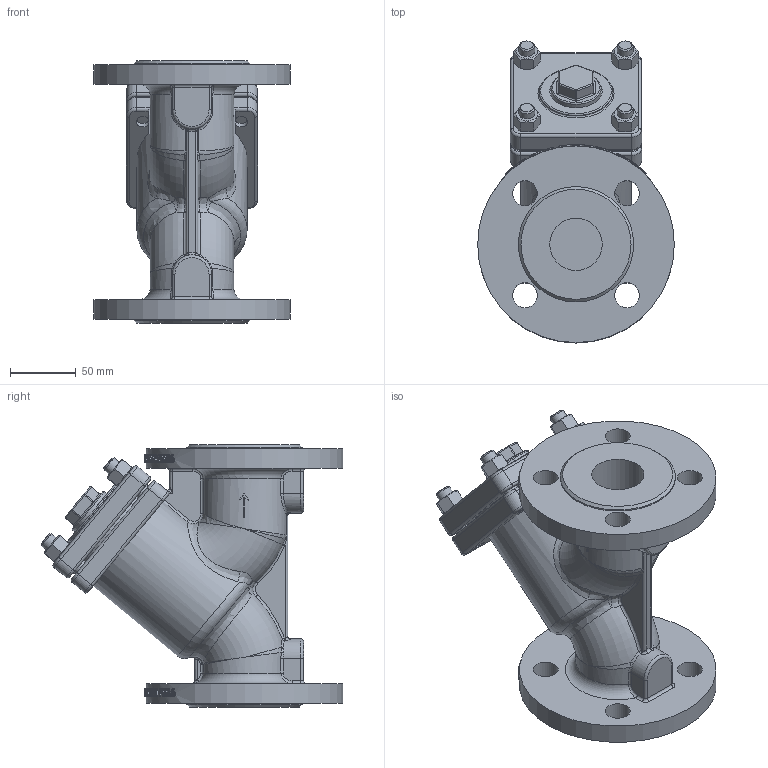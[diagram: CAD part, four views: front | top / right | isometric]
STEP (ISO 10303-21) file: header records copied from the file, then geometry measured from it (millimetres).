
FILE_DESCRIPTION(/* description */ ('236040'),/* implementation_level */ '2;1');
FILE_NAME(/* name */ '236040.stp',/* time_stamp */ '2016-12-09T15:41:05+01:00',/* author */ ('jmorand'),/* organization */ ('Sferaco'),/* preprocessor_version */ 'ST-DEVELOPER v16.5',/* originating_system */ 'Autodesk Inventor 2017',/* authorisation */ '');
FILE_SCHEMA (('AUTOMOTIVE_DESIGN { 1 0 10303 214 3 1 1 }'));
Products named in the file (1): 236040_bd
Bounding box: 150 x 230.17 x 200 mm (x, y, z)
Volume: 1758768.3 mm3; surface area: 188848 mm2
Topology: 1 solids, 1 shells, 1214 faces, 3154 edges, 2042 vertices
Faces by surface type: bspline 519, plane 406, cylinder 205, torus 52, cone 18, sphere 14
Full cylindrical faces by diameter (mm): 10.106 x4, 12 x8, 12.5 x4, 19 x8, 38 x1, 40 x3, 56 x1, 88 x3, 150 x2
Entity records: 51447 total; most frequent: CARTESIAN_POINT 23814, ORIENTED_EDGE 6168, DIRECTION 4117, EDGE_CURVE 3084, VERTEX_POINT 2033, AXIS2_PLACEMENT_3D 1408, EDGE_LOOP 1401, LINE 1301
